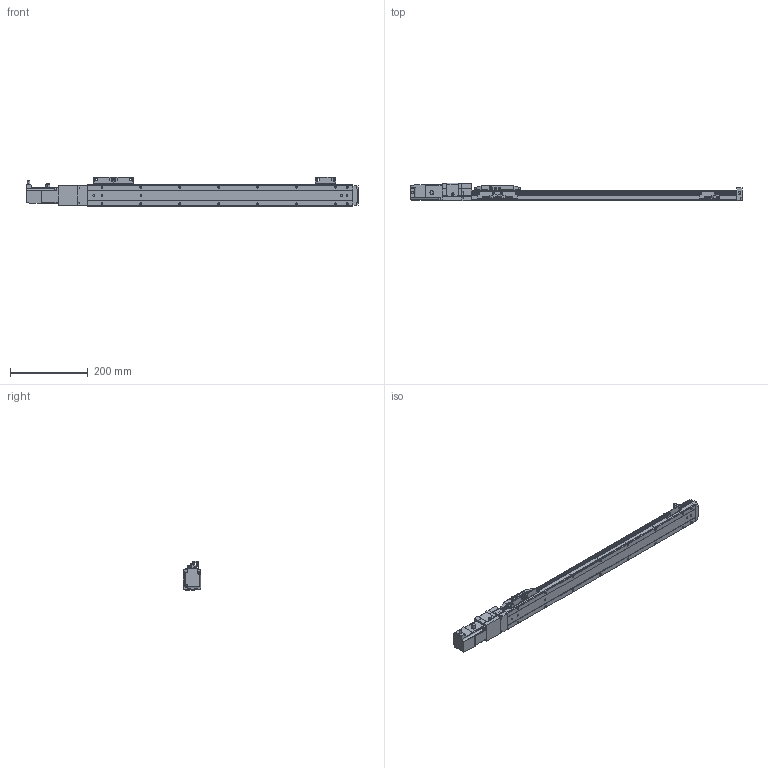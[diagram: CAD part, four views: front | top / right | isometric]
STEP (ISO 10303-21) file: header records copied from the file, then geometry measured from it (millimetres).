
FILE_DESCRIPTION (( 'STEP AP214' ), '1' );
FILE_NAME ('MLU52BC-10XLD-0550-XXXX.STEP', '2025-02-28T16:03:37', ( '' ), ( '' ), 'SwSTEP 2.0', 'SolidWorks 2022', '' );
FILE_SCHEMA (( 'AUTOMOTIVE_DESIGN' ));
Length unit declared in the file: millimetre
Products named in the file (12): MLU52-550CARRIAGE; MLU52-550FANGTOOTH; MLU52-550SENSORPLATE; MLU52-550-2; MLU52-550-4; MLU52-550MOTOR; MLU52-550SENSOR; FANG STICKER; MLU52-550-3; MLU52BC-10XLD-0550-XXXX; MLU52-550-5; MLU52-550-1
Assembly tree (15 placements, depth 2):
  MLU52BC-10XLD-0550-XXXX
    MLU52-550-1
    MLU52-550-2
    MLU52-550-3
    MLU52-550MOTOR
    MLU52-550-4
    MLU52-550FANGTOOTH
    MLU52-550CARRIAGE
    MLU52-550-5
    MLU52-550SENSORPLATE  x3
    MLU52-550SENSOR  x3
    FANG STICKER
Bounding box: 853.4 x 46 x 76 mm (x, y, z)
Volume: 1261576.9 mm3; surface area: 237280.2 mm2
Topology: 15 solids, 15 shells, 1631 faces, 4380 edges, 2881 vertices
Faces by surface type: plane 861, cylinder 662, cone 68, torus 40
Entity records: 44850 total; most frequent: CARTESIAN_POINT 9473, ORIENTED_EDGE 7320, DIRECTION 7263, EDGE_CURVE 3660, AXIS2_PLACEMENT_3D 2461, VERTEX_POINT 2409, VECTOR 2341, LINE 2341
